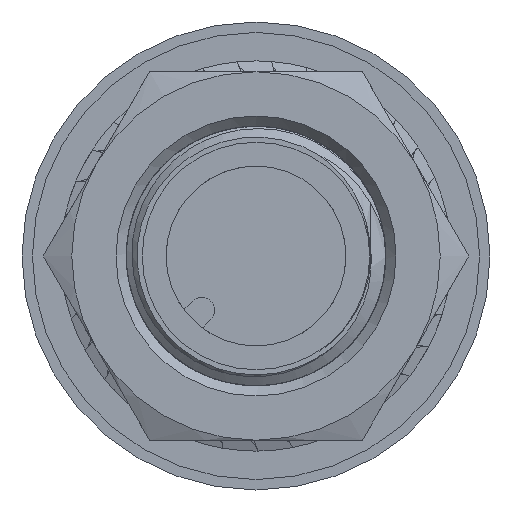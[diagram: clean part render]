
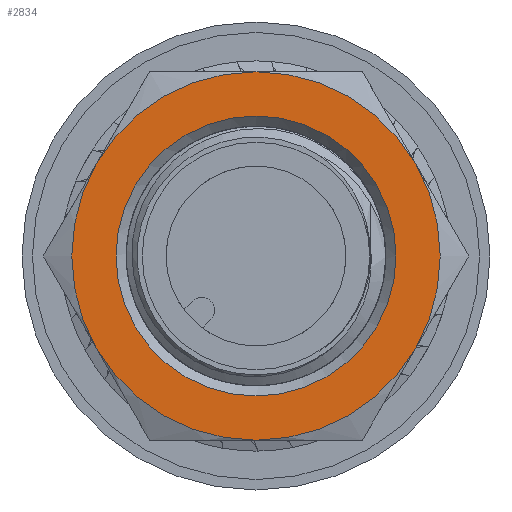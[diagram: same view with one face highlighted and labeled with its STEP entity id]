
A CAD part, left-side view. The second image highlights one B-rep face of the part: STEP entity #2834.
In plain terms, the highlighted planar face has unit normal (-1, 0, 0).
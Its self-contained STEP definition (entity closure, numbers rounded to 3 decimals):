
#2434=PLANE('',#8556);
#2834=ADVANCED_FACE('',(#3011,#3012),#2434,.T.);
#3011=FACE_BOUND('',#3429,.T.);
#3012=FACE_BOUND('',#3430,.T.);
#3429=EDGE_LOOP('',(#5545));
#3430=EDGE_LOOP('',(#5546,#5547,#5548,#5549,#5550,#5551));
#5545=ORIENTED_EDGE('',*,*,#7604,.T.);
#5546=ORIENTED_EDGE('',*,*,#7734,.T.);
#5547=ORIENTED_EDGE('',*,*,#7733,.T.);
#5548=ORIENTED_EDGE('',*,*,#7732,.T.);
#5549=ORIENTED_EDGE('',*,*,#7731,.T.);
#5550=ORIENTED_EDGE('',*,*,#7730,.T.);
#5551=ORIENTED_EDGE('',*,*,#7729,.T.);
#6525=VERTEX_POINT('',#13356);
#6592=VERTEX_POINT('',#19525);
#6600=VERTEX_POINT('',#19561);
#6604=VERTEX_POINT('',#19583);
#6608=VERTEX_POINT('',#19605);
#6609=VERTEX_POINT('',#19615);
#6613=VERTEX_POINT('',#19637);
#7604=EDGE_CURVE('',#6525,#6525,#7960,.T.);
#7729=EDGE_CURVE('',#6613,#6592,#7998,.T.);
#7730=EDGE_CURVE('',#6609,#6613,#7999,.T.);
#7731=EDGE_CURVE('',#6608,#6609,#8000,.T.);
#7732=EDGE_CURVE('',#6604,#6608,#8001,.T.);
#7733=EDGE_CURVE('',#6600,#6604,#8002,.T.);
#7734=EDGE_CURVE('',#6592,#6600,#8003,.T.);
#7960=CIRCLE('',#8457,6.459);
#7998=CIRCLE('',#8532,8.5);
#7999=CIRCLE('',#8534,8.5);
#8000=CIRCLE('',#8536,8.5);
#8001=CIRCLE('',#8538,8.5);
#8002=CIRCLE('',#8540,8.5);
#8003=CIRCLE('',#8542,8.5);
#8457=AXIS2_PLACEMENT_3D('',#13355,#10063,#10064);
#8532=AXIS2_PLACEMENT_3D('',#19653,#10243,#10244);
#8534=AXIS2_PLACEMENT_3D('',#19655,#10247,#10248);
#8536=AXIS2_PLACEMENT_3D('',#19657,#10251,#10252);
#8538=AXIS2_PLACEMENT_3D('',#19659,#10255,#10256);
#8540=AXIS2_PLACEMENT_3D('',#19661,#10259,#10260);
#8542=AXIS2_PLACEMENT_3D('',#19663,#10263,#10264);
#8556=AXIS2_PLACEMENT_3D('',#19677,#10291,#10292);
#10063=DIRECTION('',(1.,0.,0.));
#10064=DIRECTION('',(0.,0.,1.));
#10243=DIRECTION('',(-1.,0.,0.));
#10244=DIRECTION('',(0.,0.,-1.));
#10247=DIRECTION('',(-1.,0.,0.));
#10248=DIRECTION('',(0.,0.,-1.));
#10251=DIRECTION('',(-1.,0.,0.));
#10252=DIRECTION('',(0.,0.,-1.));
#10255=DIRECTION('',(-1.,0.,0.));
#10256=DIRECTION('',(0.,0.,-1.));
#10259=DIRECTION('',(-1.,0.,0.));
#10260=DIRECTION('',(0.,0.,-1.));
#10263=DIRECTION('',(-1.,0.,0.));
#10264=DIRECTION('',(0.,1.,0.));
#10291=DIRECTION('',(-1.,0.,0.));
#10292=DIRECTION('',(0.,0.,1.));
#13355=CARTESIAN_POINT('',(-5.44,8.936,4.966));
#13356=CARTESIAN_POINT('',(-5.44,8.936,11.424));
#19525=CARTESIAN_POINT('',(-5.44,16.298,0.716));
#19561=CARTESIAN_POINT('',(-5.44,8.936,-3.534));
#19583=CARTESIAN_POINT('',(-5.44,1.575,0.716));
#19605=CARTESIAN_POINT('',(-5.44,1.575,9.216));
#19615=CARTESIAN_POINT('',(-5.44,8.936,13.466));
#19637=CARTESIAN_POINT('',(-5.44,16.298,9.216));
#19653=CARTESIAN_POINT('',(-5.44,8.936,4.966));
#19655=CARTESIAN_POINT('',(-5.44,8.936,4.966));
#19657=CARTESIAN_POINT('',(-5.44,8.936,4.966));
#19659=CARTESIAN_POINT('',(-5.44,8.936,4.966));
#19661=CARTESIAN_POINT('',(-5.44,8.936,4.966));
#19663=CARTESIAN_POINT('',(-5.44,8.936,4.966));
#19677=CARTESIAN_POINT('',(-5.44,8.936,4.966));
